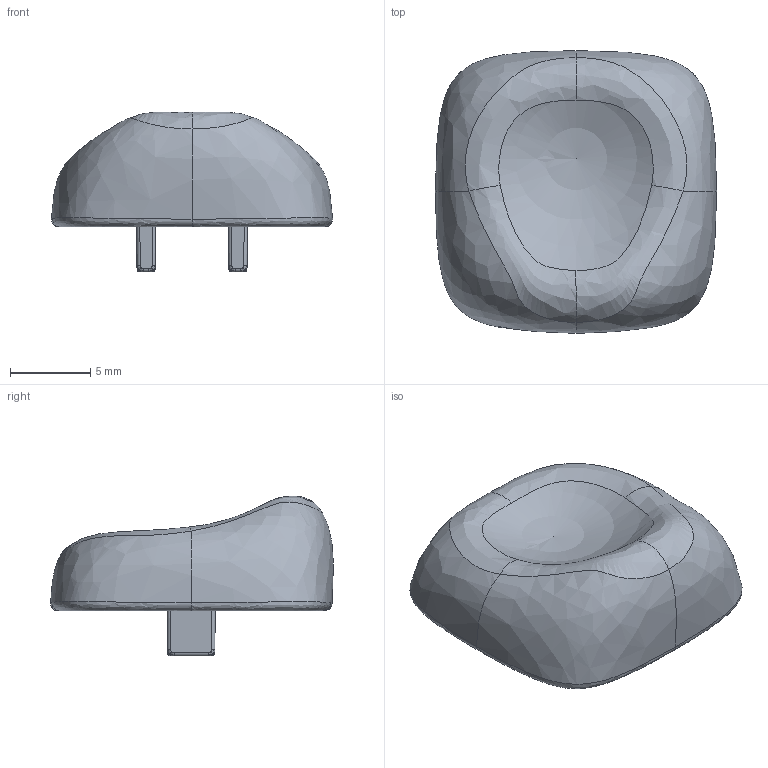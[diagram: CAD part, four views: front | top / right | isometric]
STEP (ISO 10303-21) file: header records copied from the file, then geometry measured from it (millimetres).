
FILE_DESCRIPTION(/* description */ (''),/* implementation_level */ '2;1');
FILE_NAME(/* name */ 'Choc_Tilted.step',/* time_stamp */ '2024-08-30T04:45:53+05:00',/* author */ (''),/* organization */ (''),/* preprocessor_version */ 'ST-DEVELOPER v20',/* originating_system */ 'Autodesk Translation Framework v13.14.0.145',/* authorisation */ '');
FILE_SCHEMA (('AUTOMOTIVE_DESIGN { 1 0 10303 214 3 1 1 }'));
Length unit declared in the file: millimetre
Products named in the file (1): TILTED
Bounding box: 17.48 x 17.58 x 9.94 mm (x, y, z)
Volume: 1131.8 mm3; surface area: 872.5 mm2
Topology: 1 solids, 1 shells, 148 faces, 374 edges, 230 vertices
Faces by surface type: bspline 111, cylinder 24, plane 12, sphere 1
Entity records: 12751 total; most frequent: CARTESIAN_POINT 9579, ORIENTED_EDGE 746, DIRECTION 530, EDGE_CURVE 373, AXIS2_PLACEMENT_3D 241, VERTEX_POINT 230, CIRCLE 203, EDGE_LOOP 151
